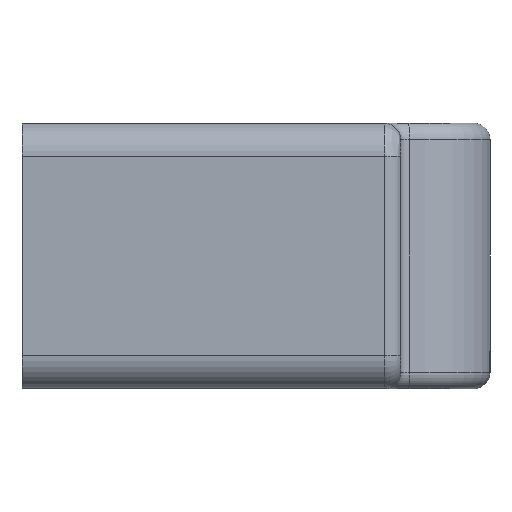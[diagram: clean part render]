
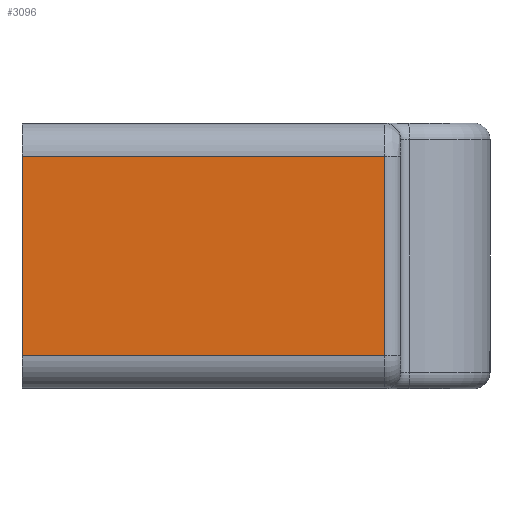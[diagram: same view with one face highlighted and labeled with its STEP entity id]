
A CAD part, left-side view. The second image highlights one B-rep face of the part: STEP entity #3096.
In plain terms, the highlighted planar face has unit normal (-1, 0, 0).
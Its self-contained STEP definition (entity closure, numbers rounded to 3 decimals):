
#534=DIRECTION('',(0.,0.,1.));
#535=VECTOR('',#534,6.);
#536=CARTESIAN_POINT('',(0.,8.5,-3.));
#537=LINE('',#536,#535);
#868=DIRECTION('',(0.,1.,0.));
#869=VECTOR('',#868,10.9);
#870=CARTESIAN_POINT('',(0.,-2.4,3.));
#871=LINE('',#870,#869);
#881=DIRECTION('',(0.,0.,-1.));
#882=VECTOR('',#881,6.);
#883=CARTESIAN_POINT('',(0.,-2.4,3.));
#884=LINE('',#883,#882);
#889=DIRECTION('',(0.,-1.,0.));
#890=VECTOR('',#889,10.9);
#891=CARTESIAN_POINT('',(0.,8.5,-3.));
#892=LINE('',#891,#890);
#1847=CARTESIAN_POINT('',(0.,-2.4,-3.));
#1848=VERTEX_POINT('',#1847);
#1851=CARTESIAN_POINT('',(0.,-2.4,3.));
#1852=VERTEX_POINT('',#1851);
#1962=CARTESIAN_POINT('',(0.,8.5,-3.));
#1964=VERTEX_POINT('',#1962);
#1965=CARTESIAN_POINT('',(0.,8.5,3.));
#1967=VERTEX_POINT('',#1965);
#3083=CARTESIAN_POINT('',(0.,0.,-4.));
#3084=DIRECTION('',(-1.,0.,0.));
#3085=DIRECTION('',(0.,-1.,0.));
#3086=AXIS2_PLACEMENT_3D('',#3083,#3084,#3085);
#3087=PLANE('',#3086);
#3089=ORIENTED_EDGE('',*,*,#3088,.F.);
#3090=ORIENTED_EDGE('',*,*,#2929,.T.);
#3091=ORIENTED_EDGE('',*,*,#3074,.F.);
#3093=ORIENTED_EDGE('',*,*,#3092,.T.);
#3094=EDGE_LOOP('',(#3089,#3090,#3091,#3093));
#3095=FACE_OUTER_BOUND('',#3094,.F.);
#3096=ADVANCED_FACE('',(#3095),#3087,.T.);
#2929=EDGE_CURVE('',#1964,#1967,#537,.T.);
#3074=EDGE_CURVE('',#1852,#1967,#871,.T.);
#3088=EDGE_CURVE('',#1964,#1848,#892,.T.);
#3092=EDGE_CURVE('',#1852,#1848,#884,.T.);
